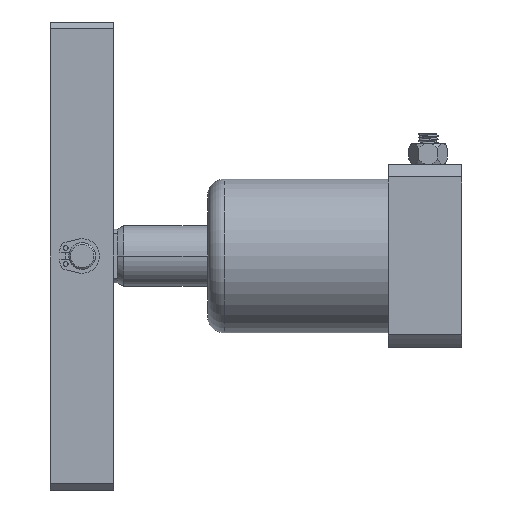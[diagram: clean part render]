
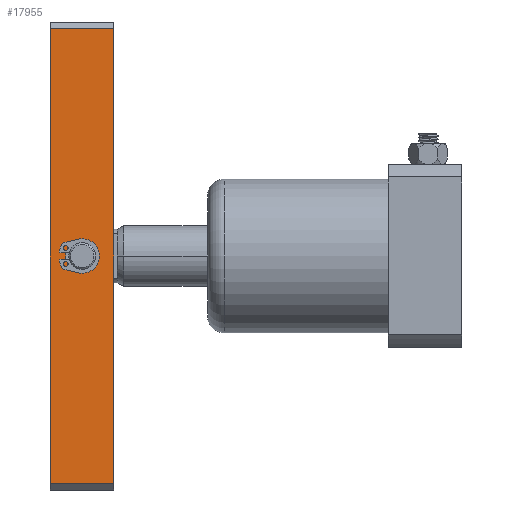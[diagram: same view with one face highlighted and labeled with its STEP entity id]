
A CAD part, left-side view. The second image highlights one B-rep face of the part: STEP entity #17955.
In plain terms, the highlighted face is planar.
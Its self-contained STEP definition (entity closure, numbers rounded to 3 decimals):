
#312 = VERTEX_POINT ( 'NONE', #18122 ) ;
#419 = LINE ( 'NONE', #9000, #4336 ) ;
#1994 = DIRECTION ( 'NONE',  ( 0., 1., 0. ) ) ;
#2161 = CARTESIAN_POINT ( 'NONE',  ( -5., 9.5, -9.5 ) ) ;
#2374 = CARTESIAN_POINT ( 'NONE',  ( 0., 9.5, -9.5 ) ) ;
#2610 = VERTEX_POINT ( 'NONE', #8452 ) ;
#3087 = CARTESIAN_POINT ( 'NONE',  ( -68., 9.5, -9.5 ) ) ;
#3126 = DIRECTION ( 'NONE',  ( -1., 0., 0. ) ) ;
#3268 = CARTESIAN_POINT ( 'NONE',  ( -68., 0., -9.5 ) ) ;
#3331 = CIRCLE ( 'NONE', #19929, 5. ) ;
#3676 = ORIENTED_EDGE ( 'NONE', *, *, #6273, .F. ) ;
#4194 = PLANE ( 'NONE',  #7551 ) ;
#4260 = DIRECTION ( 'NONE',  ( -1., 0., 0. ) ) ;
#4336 = VECTOR ( 'NONE', #14002, 1000. ) ;
#4428 = EDGE_LOOP ( 'NONE', ( #14760, #19733 ) ) ;
#4508 = CARTESIAN_POINT ( 'NONE',  ( 0., 9.5, -9.5 ) ) ;
#4857 = EDGE_CURVE ( 'NONE', #10897, #19409, #12233, .T. ) ;
#5238 = CARTESIAN_POINT ( 'NONE',  ( 0., 19., -9.5 ) ) ;
#6085 = DIRECTION ( 'NONE',  ( 0., 0., -1. ) ) ;
#6129 = EDGE_CURVE ( 'NONE', #312, #2610, #12709, .T. ) ;
#6273 = EDGE_CURVE ( 'NONE', #2610, #11196, #20562, .T. ) ;
#6525 = CARTESIAN_POINT ( 'NONE',  ( -68., 19., -9.5 ) ) ;
#6590 = EDGE_CURVE ( 'NONE', #19409, #10897, #3331, .T. ) ;
#7265 = VECTOR ( 'NONE', #1994, 1000. ) ;
#7546 = CARTESIAN_POINT ( 'NONE',  ( 68., 0., -9.5 ) ) ;
#7551 = AXIS2_PLACEMENT_3D ( 'NONE', #7546, #6085, #10914 ) ;
#8037 = DIRECTION ( 'NONE',  ( 0., -1., 0. ) ) ;
#8452 = CARTESIAN_POINT ( 'NONE',  ( 68., 19., -9.5 ) ) ;
#8602 = DIRECTION ( 'NONE',  ( -1., 0., 0. ) ) ;
#9000 = CARTESIAN_POINT ( 'NONE',  ( 0., 0., -9.5 ) ) ;
#10264 = VECTOR ( 'NONE', #8037, 1000. ) ;
#10309 = FACE_OUTER_BOUND ( 'NONE', #10402, .T. ) ;
#10402 = EDGE_LOOP ( 'NONE', ( #19099, #17615, #19013, #3676 ) ) ;
#10897 = VERTEX_POINT ( 'NONE', #2161 ) ;
#10914 = DIRECTION ( 'NONE',  ( -1., 0., 0. ) ) ;
#11196 = VERTEX_POINT ( 'NONE', #6525 ) ;
#12233 = CIRCLE ( 'NONE', #19625, 5. ) ;
#12709 = LINE ( 'NONE', #20503, #7265 ) ;
#13922 = FACE_BOUND ( 'NONE', #4428, .T. ) ;
#14002 = DIRECTION ( 'NONE',  ( -1., 0., 0. ) ) ;
#14230 = DIRECTION ( 'NONE',  ( 0., 0., 1. ) ) ;
#14712 = DIRECTION ( 'NONE',  ( 0., 0., 1. ) ) ;
#14760 = ORIENTED_EDGE ( 'NONE', *, *, #4857, .T. ) ;
#16014 = VERTEX_POINT ( 'NONE', #3268 ) ;
#16879 = EDGE_CURVE ( 'NONE', #312, #16014, #419, .T. ) ;
#17615 = ORIENTED_EDGE ( 'NONE', *, *, #16879, .T. ) ;
#17955 = ADVANCED_FACE ( 'NONE', ( #13922, #10309 ), #4194, .T. ) ;
#18122 = CARTESIAN_POINT ( 'NONE',  ( 68., 0., -9.5 ) ) ;
#19013 = ORIENTED_EDGE ( 'NONE', *, *, #19410, .F. ) ;
#19017 = VECTOR ( 'NONE', #8602, 1000. ) ;
#19099 = ORIENTED_EDGE ( 'NONE', *, *, #6129, .F. ) ;
#19409 = VERTEX_POINT ( 'NONE', #19713 ) ;
#19410 = EDGE_CURVE ( 'NONE', #11196, #16014, #20171, .T. ) ;
#19625 = AXIS2_PLACEMENT_3D ( 'NONE', #2374, #14230, #4260 ) ;
#19713 = CARTESIAN_POINT ( 'NONE',  ( 5., 9.5, -9.5 ) ) ;
#19733 = ORIENTED_EDGE ( 'NONE', *, *, #6590, .T. ) ;
#19929 = AXIS2_PLACEMENT_3D ( 'NONE', #4508, #14712, #3126 ) ;
#20171 = LINE ( 'NONE', #3087, #10264 ) ;
#20503 = CARTESIAN_POINT ( 'NONE',  ( 68., 9.5, -9.5 ) ) ;
#20562 = LINE ( 'NONE', #5238, #19017 ) ;
